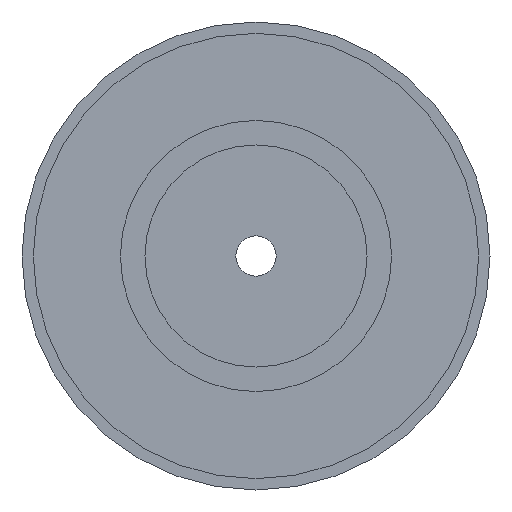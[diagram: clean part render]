
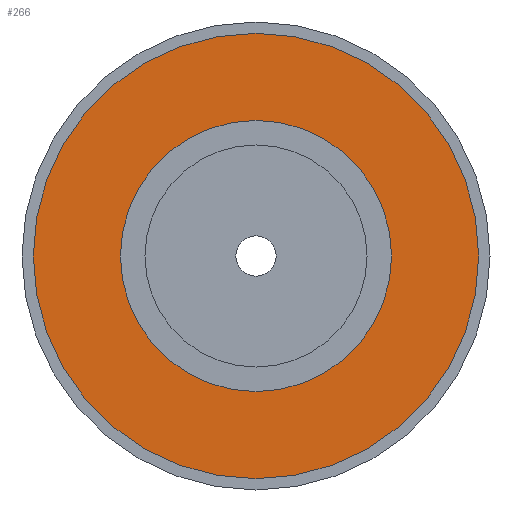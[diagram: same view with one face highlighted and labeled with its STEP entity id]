
A CAD part, front view. The second image highlights one B-rep face of the part: STEP entity #266.
In plain terms, the highlighted planar face has unit normal (0, -1, 0).
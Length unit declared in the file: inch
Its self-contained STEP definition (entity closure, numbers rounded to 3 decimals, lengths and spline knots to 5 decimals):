
#232=CARTESIAN_POINT('',(0.69,0.0,0.0));
#233=VERTEX_POINT('',#232);
#234=CARTESIAN_POINT('',(0.0,0.0,0.0));
#235=DIRECTION('',(0.0,-1.0,0.0));
#236=DIRECTION('',(1.0,0.0,0.0));
#237=AXIS2_PLACEMENT_3D('',#234,#235,#236);
#238=CIRCLE('',#237,0.69);
#239=EDGE_CURVE('',#233,#233,#238,.T.);
#247=CARTESIAN_POINT('',(0.555,0.0,0.0));
#248=DIRECTION('',(0.0,-1.0,0.0));
#249=DIRECTION('',(0.0,0.0,-1.0));
#250=AXIS2_PLACEMENT_3D('',#247,#248,#249);
#251=PLANE('',#250);
#252=ORIENTED_EDGE('',*,*,#239,.T.);
#253=EDGE_LOOP('',(#252));
#254=FACE_OUTER_BOUND('',#253,.T.);
#255=CARTESIAN_POINT('',(0.42,0.0,0.0));
#256=VERTEX_POINT('',#255);
#257=CARTESIAN_POINT('',(0.0,0.0,0.0));
#258=DIRECTION('',(0.0,-1.0,0.0));
#259=DIRECTION('',(1.0,0.0,0.0));
#260=AXIS2_PLACEMENT_3D('',#257,#258,#259);
#261=CIRCLE('',#260,0.42);
#262=EDGE_CURVE('',#256,#256,#261,.T.);
#263=ORIENTED_EDGE('',*,*,#262,.F.);
#264=EDGE_LOOP('',(#263));
#265=FACE_BOUND('',#264,.T.);
#266=ADVANCED_FACE('',(#254,#265),#251,.T.);
